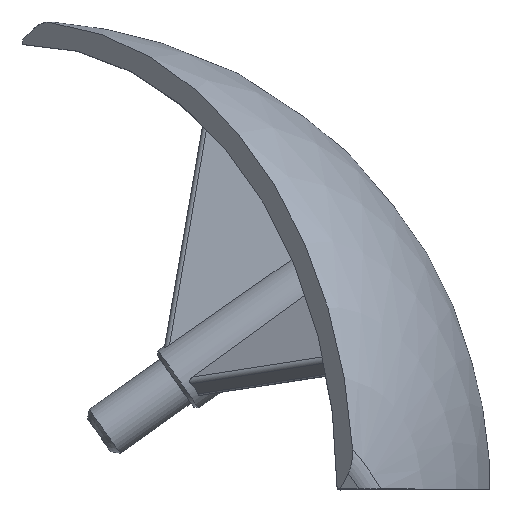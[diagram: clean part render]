
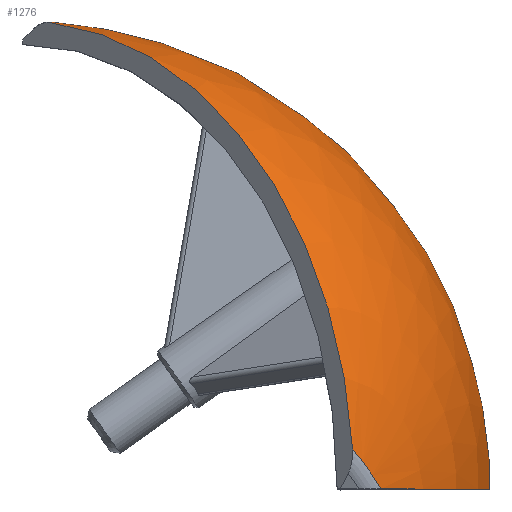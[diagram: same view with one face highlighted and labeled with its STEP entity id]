
A CAD part, top view. The second image highlights one B-rep face of the part: STEP entity #1276.
In plain terms, the highlighted spherical face has radius 20 mm.
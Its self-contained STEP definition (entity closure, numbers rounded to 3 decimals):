
#13 = AXIS2_PLACEMENT_3D ( 'NONE', #1664, #1789, #1242 ) ;
#38 = VERTEX_POINT ( 'NONE', #897 ) ;
#49 = ORIENTED_EDGE ( 'NONE', *, *, #1324, .T. ) ;
#108 = EDGE_CURVE ( 'NONE', #297, #1599, #935, .T. ) ;
#141 = CARTESIAN_POINT ( 'NONE',  ( 15.296, 0., -12.885 ) ) ;
#193 = CARTESIAN_POINT ( 'NONE',  ( 0., 0., 0. ) ) ;
#204 = AXIS2_PLACEMENT_3D ( 'NONE', #1264, #393, #1409 ) ;
#234 = CARTESIAN_POINT ( 'NONE',  ( 1.24, 19.962, 0. ) ) ;
#239 = ORIENTED_EDGE ( 'NONE', *, *, #250, .F. ) ;
#250 = EDGE_CURVE ( 'NONE', #866, #358, #420, .T. ) ;
#261 = FACE_OUTER_BOUND ( 'NONE', #318, .T. ) ;
#291 = AXIS2_PLACEMENT_3D ( 'NONE', #193, #1201, #342 ) ;
#297 = VERTEX_POINT ( 'NONE', #234 ) ;
#300 = SPHERICAL_SURFACE ( 'NONE', #13, 20. ) ;
#318 = EDGE_LOOP ( 'NONE', ( #239, #1228, #459, #1399, #1030, #566, #49 ) ) ;
#325 = EDGE_CURVE ( 'NONE', #1071, #1599, #1144, .T. ) ;
#342 = DIRECTION ( 'NONE',  ( 0.707, 0., -0.707 ) ) ;
#358 = VERTEX_POINT ( 'NONE', #508 ) ;
#376 = DIRECTION ( 'NONE',  ( -0.146, 0.5, 0.854 ) ) ;
#393 = DIRECTION ( 'NONE',  ( -0.146, 0.5, -0.854 ) ) ;
#406 = AXIS2_PLACEMENT_3D ( 'NONE', #1644, #773, #1771 ) ;
#420 = CIRCLE ( 'NONE', #1287, 20. ) ;
#433 = DIRECTION ( 'NONE',  ( 0., 0., -1. ) ) ;
#438 = DIRECTION ( 'NONE',  ( 0., -1., 0. ) ) ;
#459 = ORIENTED_EDGE ( 'NONE', *, *, #1665, .T. ) ;
#500 = CARTESIAN_POINT ( 'NONE',  ( 0., 0., 0. ) ) ;
#508 = CARTESIAN_POINT ( 'NONE',  ( 15.296, 0., 12.885 ) ) ;
#557 = AXIS2_PLACEMENT_3D ( 'NONE', #1241, #376, #1393 ) ;
#566 = ORIENTED_EDGE ( 'NONE', *, *, #325, .F. ) ;
#773 = DIRECTION ( 'NONE',  ( 0.707, -0.707, 0. ) ) ;
#775 = CIRCLE ( 'NONE', #291, 20. ) ;
#781 = EDGE_CURVE ( 'NONE', #866, #782, #1798, .T. ) ;
#782 = VERTEX_POINT ( 'NONE', #1084 ) ;
#802 = DIRECTION ( 'NONE',  ( -0.707, 0., 0.707 ) ) ;
#866 = VERTEX_POINT ( 'NONE', #141 ) ;
#897 = CARTESIAN_POINT ( 'NONE',  ( 1.205, 19.927, -1.205 ) ) ;
#935 = CIRCLE ( 'NONE', #1772, 14.992 ) ;
#991 = EDGE_CURVE ( 'NONE', #38, #297, #1087, .T. ) ;
#1030 = ORIENTED_EDGE ( 'NONE', *, *, #108, .T. ) ;
#1071 = VERTEX_POINT ( 'NONE', #1538 ) ;
#1084 = CARTESIAN_POINT ( 'NONE',  ( 14.091, 1.705, -14.091 ) ) ;
#1087 = CIRCLE ( 'NONE', #406, 14.992 ) ;
#1144 = CIRCLE ( 'NONE', #1145, 20. ) ;
#1145 = AXIS2_PLACEMENT_3D ( 'NONE', #1673, #802, #1801 ) ;
#1201 = DIRECTION ( 'NONE',  ( 0.707, 0., 0.707 ) ) ;
#1228 = ORIENTED_EDGE ( 'NONE', *, *, #781, .T. ) ;
#1241 = CARTESIAN_POINT ( 'NONE',  ( 1.939, -6.619, -11.3 ) ) ;
#1242 = DIRECTION ( 'NONE',  ( 0.707, 0., -0.707 ) ) ;
#1243 = DIRECTION ( 'NONE',  ( 0.707, -0.707, 0. ) ) ;
#1264 = CARTESIAN_POINT ( 'NONE',  ( 1.939, -6.619, 11.3 ) ) ;
#1274 = DIRECTION ( 'NONE',  ( 0.707, 0.707, 0. ) ) ;
#1276 = ADVANCED_FACE ( 'NONE', ( #261 ), #300, .T. ) ;
#1287 = AXIS2_PLACEMENT_3D ( 'NONE', #500, #438, #433 ) ;
#1295 = CARTESIAN_POINT ( 'NONE',  ( -9.361, 9.361, 0. ) ) ;
#1324 = EDGE_CURVE ( 'NONE', #1071, #358, #1807, .T. ) ;
#1393 = DIRECTION ( 'NONE',  ( 0., -0.863, 0.505 ) ) ;
#1399 = ORIENTED_EDGE ( 'NONE', *, *, #991, .T. ) ;
#1409 = DIRECTION ( 'NONE',  ( 0., 0.863, 0.505 ) ) ;
#1413 = CARTESIAN_POINT ( 'NONE',  ( 1.205, 19.927, 1.205 ) ) ;
#1538 = CARTESIAN_POINT ( 'NONE',  ( 14.091, 1.705, 14.091 ) ) ;
#1599 = VERTEX_POINT ( 'NONE', #1413 ) ;
#1644 = CARTESIAN_POINT ( 'NONE',  ( -9.361, 9.361, 0. ) ) ;
#1664 = CARTESIAN_POINT ( 'NONE',  ( 0., 0., 0. ) ) ;
#1665 = EDGE_CURVE ( 'NONE', #782, #38, #775, .T. ) ;
#1673 = CARTESIAN_POINT ( 'NONE',  ( 0., 0., 0. ) ) ;
#1771 = DIRECTION ( 'NONE',  ( 0.707, 0.707, 0. ) ) ;
#1772 = AXIS2_PLACEMENT_3D ( 'NONE', #1295, #1243, #1274 ) ;
#1789 = DIRECTION ( 'NONE',  ( 0.707, 0., 0.707 ) ) ;
#1798 = CIRCLE ( 'NONE', #557, 14.992 ) ;
#1801 = DIRECTION ( 'NONE',  ( 0.707, 0., 0.707 ) ) ;
#1807 = CIRCLE ( 'NONE', #204, 14.992 ) ;
